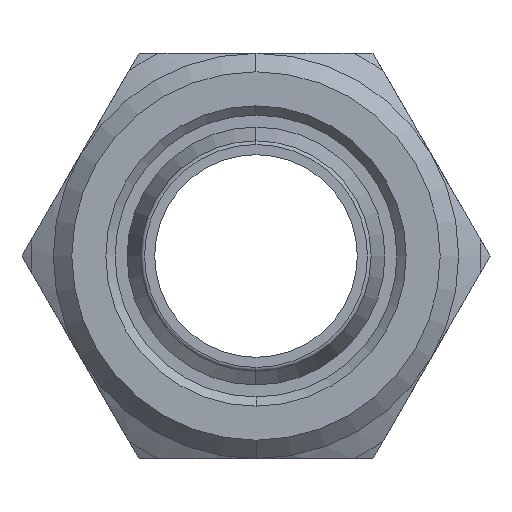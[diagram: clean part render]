
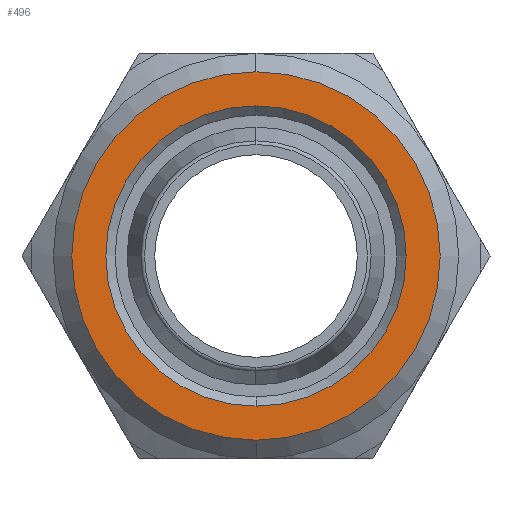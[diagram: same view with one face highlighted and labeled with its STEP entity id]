
A CAD part, front view. The second image highlights one B-rep face of the part: STEP entity #496.
In plain terms, the highlighted planar face has unit normal (0, -1, 0).
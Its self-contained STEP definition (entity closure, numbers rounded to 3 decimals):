
#82 = ORIENTED_EDGE ( 'NONE', *, *, #513, .T. ) ;
#486 = EDGE_CURVE ( 'NONE', #2671, #2662, #3136, .T. ) ;
#490 = EDGE_CURVE ( 'NONE', #2680, #2659, #3010, .T. ) ;
#496 = ADVANCED_FACE ( 'NONE', ( #790, #791 ), #2693, .T. ) ;
#513 = EDGE_CURVE ( 'NONE', #2659, #2680, #3055, .T. ) ;
#600 = EDGE_CURVE ( 'NONE', #2662, #2671, #3027, .T. ) ;
#639 = ORIENTED_EDGE ( 'NONE', *, *, #600, .F. ) ;
#651 = ORIENTED_EDGE ( 'NONE', *, *, #486, .F. ) ;
#790 = FACE_BOUND ( 'NONE', #2722, .T. ) ;
#791 = FACE_OUTER_BOUND ( 'NONE', #2959, .T. ) ;
#1344 = DIRECTION ( 'NONE',  ( 0., 0., 1. ) ) ;
#1649 = DIRECTION ( 'NONE',  ( 0., 1., 0. ) ) ;
#1656 = CARTESIAN_POINT ( 'NONE',  ( 0., 3.5, 0. ) ) ;
#1659 = CARTESIAN_POINT ( 'NONE',  ( 0., 3.5, 0. ) ) ;
#1662 = DIRECTION ( 'NONE',  ( 0., 1., 0. ) ) ;
#1665 = DIRECTION ( 'NONE',  ( 0., 0., 1. ) ) ;
#1908 = CARTESIAN_POINT ( 'NONE',  ( 0., 3.5, 8.15 ) ) ;
#1911 = CARTESIAN_POINT ( 'NONE',  ( 0., 3.5, -10. ) ) ;
#1920 = CARTESIAN_POINT ( 'NONE',  ( 0., 3.5, 10. ) ) ;
#1925 = CARTESIAN_POINT ( 'NONE',  ( 0., 3.5, -8.15 ) ) ;
#2141 = DIRECTION ( 'NONE',  ( 0., 0., 1. ) ) ;
#2142 = DIRECTION ( 'NONE',  ( 0., 1., 0. ) ) ;
#2143 = CARTESIAN_POINT ( 'NONE',  ( 0., 3.5, 0. ) ) ;
#2659 = VERTEX_POINT ( 'NONE', #1908 ) ;
#2662 = VERTEX_POINT ( 'NONE', #1911 ) ;
#2671 = VERTEX_POINT ( 'NONE', #1920 ) ;
#2680 = VERTEX_POINT ( 'NONE', #1925 ) ;
#2690 = CARTESIAN_POINT ( 'NONE',  ( 10., 3.5, 0. ) ) ;
#2693 = PLANE ( 'NONE',  #3033 ) ;
#2704 = DIRECTION ( 'NONE',  ( 0., -1., 0. ) ) ;
#2708 = DIRECTION ( 'NONE',  ( 0., 0., -1. ) ) ;
#2722 = EDGE_LOOP ( 'NONE', ( #2912, #82 ) ) ;
#2882 = CARTESIAN_POINT ( 'NONE',  ( 0., 3.5, 0. ) ) ;
#2883 = DIRECTION ( 'NONE',  ( 0., 0., 1. ) ) ;
#2890 = DIRECTION ( 'NONE',  ( 0., 1., 0. ) ) ;
#2912 = ORIENTED_EDGE ( 'NONE', *, *, #490, .T. ) ;
#2959 = EDGE_LOOP ( 'NONE', ( #651, #639 ) ) ;
#3010 = CIRCLE ( 'NONE', #3054, 8.15 ) ;
#3027 = CIRCLE ( 'NONE', #3112, 10. ) ;
#3033 = AXIS2_PLACEMENT_3D ( 'NONE', #2690, #2704, #2708 ) ;
#3043 = AXIS2_PLACEMENT_3D ( 'NONE', #2882, #2890, #2883 ) ;
#3054 = AXIS2_PLACEMENT_3D ( 'NONE', #1656, #1662, #1344 ) ;
#3055 = CIRCLE ( 'NONE', #3043, 8.15 ) ;
#3112 = AXIS2_PLACEMENT_3D ( 'NONE', #2143, #2142, #2141 ) ;
#3134 = AXIS2_PLACEMENT_3D ( 'NONE', #1659, #1649, #1665 ) ;
#3136 = CIRCLE ( 'NONE', #3134, 10. ) ;
